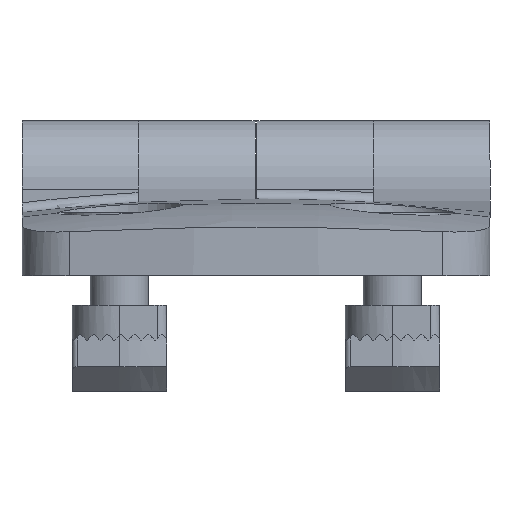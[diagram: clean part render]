
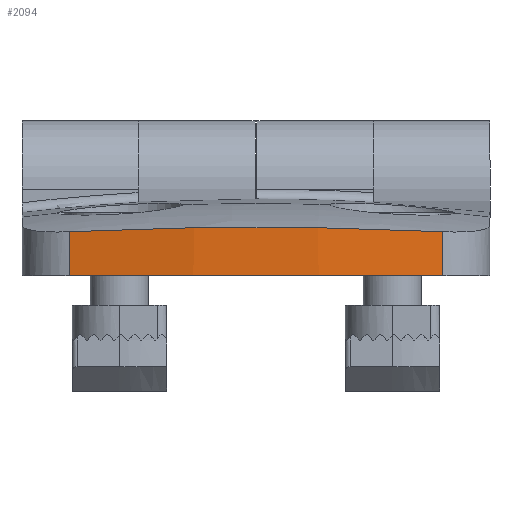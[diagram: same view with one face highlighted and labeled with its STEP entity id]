
A CAD part, front view. The second image highlights one B-rep face of the part: STEP entity #2094.
In plain terms, the highlighted cylindrical face has radius 100 mm (diameter 200 mm), a partial arc.
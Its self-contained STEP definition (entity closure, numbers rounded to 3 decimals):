
#2094=ADVANCED_FACE('',(#2451),#2452,.T.);
#2451=FACE_OUTER_BOUND('',#2849,.T.);
#2452=CYLINDRICAL_SURFACE('',#2850,100.0);
#2849=EDGE_LOOP('',(#4177,#4178,#4179,#4180));
#2850=AXIS2_PLACEMENT_3D('',#4181,#4182,#4183);
#4177=ORIENTED_EDGE('',*,*,#4486,.T.);
#4178=ORIENTED_EDGE('',*,*,#4661,.F.);
#4179=ORIENTED_EDGE('',*,*,#4654,.F.);
#4180=ORIENTED_EDGE('',*,*,#4662,.T.);
#4181=CARTESIAN_POINT('',(-61.5,0.0,-1.0));
#4182=DIRECTION('',(0.0,0.0,-1.0));
#4183=DIRECTION('',(-1.0,0.0,0.0));
#4486=EDGE_CURVE('',#5106,#5104,#5107,.T.);
#4654=EDGE_CURVE('',#5387,#5389,#5390,.T.);
#4661=EDGE_CURVE('',#5389,#5104,#5400,.F.);
#4662=EDGE_CURVE('',#5387,#5106,#5401,.F.);
#5104=VERTEX_POINT('',#6209);
#5106=VERTEX_POINT('',#6216);
#5107=B_SPLINE_CURVE_WITH_KNOTS('',3,(#6217,#6218,#6219,#6220,#6221,#6222,#6223,#6224,#6225),.UNSPECIFIED.,.F.,.F.,(4,2,1,2,4),(0.0,0.01,0.019,0.029,0.038),.UNSPECIFIED.);
#5387=VERTEX_POINT('',#6747);
#5389=VERTEX_POINT('',#6749);
#5390=CIRCLE('',#6750,100.0);
#5400=LINE('',#6764,#6765);
#5401=LINE('',#6766,#6767);
#6209=CARTESIAN_POINT('',(36.649,-19.149,-4.357));
#6216=CARTESIAN_POINT('',(36.649,19.149,-4.357));
#6217=CARTESIAN_POINT('',(36.649,19.149,-4.357));
#6218=CARTESIAN_POINT('',(37.272,15.957,-4.199));
#6219=CARTESIAN_POINT('',(37.734,12.766,-4.086));
#6220=CARTESIAN_POINT('',(38.348,6.383,-3.936));
#6221=CARTESIAN_POINT('',(38.652,0.,-3.864));
#6222=CARTESIAN_POINT('',(38.348,-6.383,-3.936));
#6223=CARTESIAN_POINT('',(37.734,-12.766,-4.086));
#6224=CARTESIAN_POINT('',(37.272,-15.957,-4.199));
#6225=CARTESIAN_POINT('',(36.649,-19.149,-4.357));
#6747=CARTESIAN_POINT('',(36.649,19.149,-8.9));
#6749=CARTESIAN_POINT('',(36.649,-19.149,-8.9));
#6750=AXIS2_PLACEMENT_3D('',#7470,#7471,#7472);
#6764=CARTESIAN_POINT('',(36.649,-19.149,7.0));
#6765=VECTOR('',#7483,1.0);
#6766=CARTESIAN_POINT('',(36.649,19.149,-1.0));
#6767=VECTOR('',#7484,1.0);
#7470=CARTESIAN_POINT('',(-61.5,0.0,-8.9));
#7471=DIRECTION('',(0.0,0.0,-1.0));
#7472=DIRECTION('',(-1.0,0.0,0.0));
#7483=DIRECTION('',(0.0,0.0,-1.0));
#7484=DIRECTION('',(0.0,0.0,-1.0));
